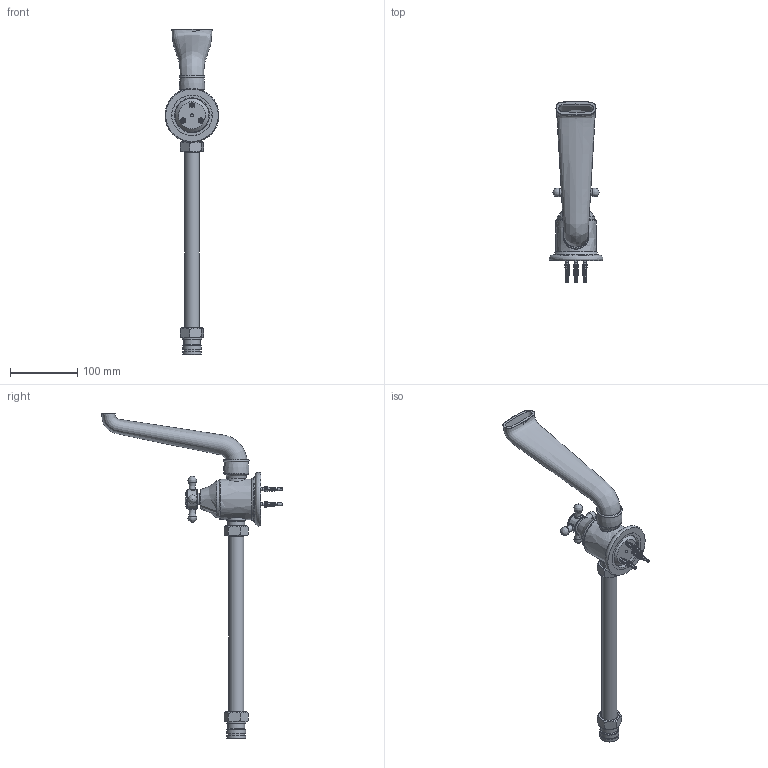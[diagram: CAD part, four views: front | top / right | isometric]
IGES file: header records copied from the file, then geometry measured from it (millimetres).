
Global section: file name: V228-TXA; native system: Autodesk Inventor 2018; preprocessor: unknown; author: aduggalther; date: 20190320.122503; units: millimetre
Bounding box: 79.96 x 269.07 x 482.4 mm (x, y, z)
Volume: 377012.7 mm3; surface area: 205889.4 mm2
Topology: 38 solids, 38 shells, 1633 faces, 4717 edges, 3166 vertices
Faces by surface type: bspline 1633
